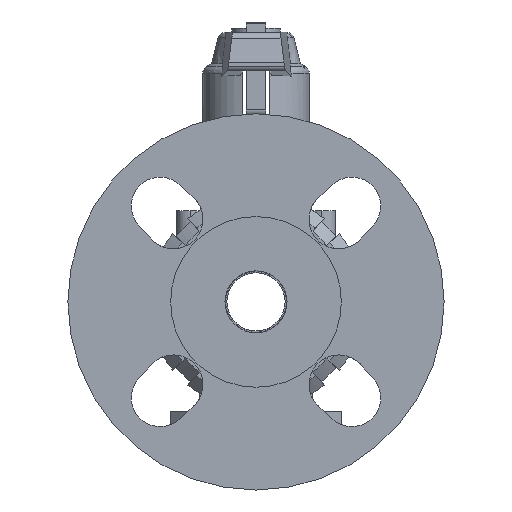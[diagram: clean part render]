
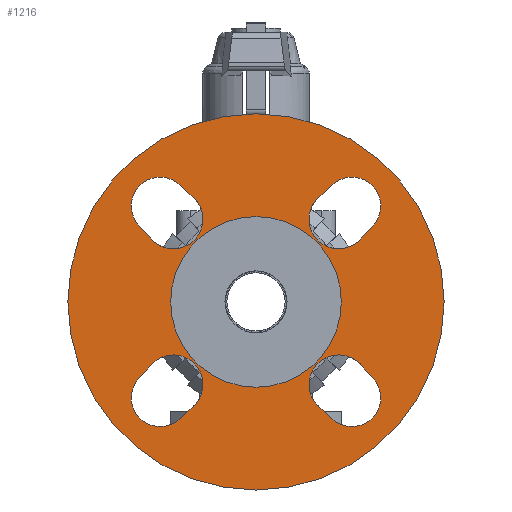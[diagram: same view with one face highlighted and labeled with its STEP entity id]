
A CAD part, left-side view. The second image highlights one B-rep face of the part: STEP entity #1216.
In plain terms, the highlighted planar face has unit normal (-1, 0, 0).
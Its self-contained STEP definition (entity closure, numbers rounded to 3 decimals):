
#1216=ADVANCED_FACE('',(#2679,#2680,#2681,#2682,#2683,#2684),#2685,.T.);
#2679=FACE_BOUND('',#4771,.T.);
#2680=FACE_BOUND('',#4772,.T.);
#2681=FACE_BOUND('',#4773,.T.);
#2682=FACE_BOUND('',#4774,.T.);
#2683=FACE_BOUND('',#4775,.T.);
#2684=FACE_OUTER_BOUND('',#4776,.T.);
#2685=PLANE('',#4777);
#4771=EDGE_LOOP('',(#8124,#8125,#8126,#8127,#8128));
#4772=EDGE_LOOP('',(#8129,#8130,#8131,#8132,#8133));
#4773=EDGE_LOOP('',(#8134,#8135,#8136,#8137,#8138));
#4774=EDGE_LOOP('',(#8139,#8140,#8141,#8142,#8143));
#4775=EDGE_LOOP('',(#8144,#8145));
#4776=EDGE_LOOP('',(#8146,#8147));
#4777=AXIS2_PLACEMENT_3D('',#8148,#8149,#8150);
#8124=ORIENTED_EDGE('',*,*,#12307,.T.);
#8125=ORIENTED_EDGE('',*,*,#12303,.T.);
#8126=ORIENTED_EDGE('',*,*,#12294,.T.);
#8127=ORIENTED_EDGE('',*,*,#12300,.T.);
#8128=ORIENTED_EDGE('',*,*,#12311,.T.);
#8129=ORIENTED_EDGE('',*,*,#12322,.T.);
#8130=ORIENTED_EDGE('',*,*,#12318,.T.);
#8131=ORIENTED_EDGE('',*,*,#12289,.T.);
#8132=ORIENTED_EDGE('',*,*,#12315,.T.);
#8133=ORIENTED_EDGE('',*,*,#12326,.T.);
#8134=ORIENTED_EDGE('',*,*,#12337,.T.);
#8135=ORIENTED_EDGE('',*,*,#12333,.T.);
#8136=ORIENTED_EDGE('',*,*,#12284,.T.);
#8137=ORIENTED_EDGE('',*,*,#12330,.T.);
#8138=ORIENTED_EDGE('',*,*,#12341,.T.);
#8139=ORIENTED_EDGE('',*,*,#12352,.T.);
#8140=ORIENTED_EDGE('',*,*,#12348,.T.);
#8141=ORIENTED_EDGE('',*,*,#12279,.T.);
#8142=ORIENTED_EDGE('',*,*,#12345,.T.);
#8143=ORIENTED_EDGE('',*,*,#12356,.T.);
#8144=ORIENTED_EDGE('',*,*,#12254,.F.);
#8145=ORIENTED_EDGE('',*,*,#12373,.F.);
#8146=ORIENTED_EDGE('',*,*,#12261,.T.);
#8147=ORIENTED_EDGE('',*,*,#12371,.T.);
#8148=CARTESIAN_POINT('',(-64.1,0.0,68.25));
#8149=DIRECTION('',(-1.0,0.0,0.0));
#8150=DIRECTION('',(0.0,0.0,1.0));
#12254=EDGE_CURVE('',#14788,#14791,#14792,.T.);
#12261=EDGE_CURVE('',#14798,#14802,#14804,.T.);
#12279=EDGE_CURVE('',#14836,#14833,#14837,.T.);
#12284=EDGE_CURVE('',#14845,#14842,#14846,.T.);
#12289=EDGE_CURVE('',#14854,#14851,#14855,.T.);
#12294=EDGE_CURVE('',#14863,#14860,#14864,.T.);
#12300=EDGE_CURVE('',#14860,#14871,#14873,.T.);
#12303=EDGE_CURVE('',#14877,#14863,#14878,.T.);
#12307=EDGE_CURVE('',#14883,#14877,#14884,.T.);
#12311=EDGE_CURVE('',#14871,#14883,#14888,.T.);
#12315=EDGE_CURVE('',#14851,#14892,#14894,.T.);
#12318=EDGE_CURVE('',#14898,#14854,#14899,.T.);
#12322=EDGE_CURVE('',#14904,#14898,#14905,.T.);
#12326=EDGE_CURVE('',#14892,#14904,#14909,.T.);
#12330=EDGE_CURVE('',#14842,#14913,#14915,.T.);
#12333=EDGE_CURVE('',#14919,#14845,#14920,.T.);
#12337=EDGE_CURVE('',#14925,#14919,#14926,.T.);
#12341=EDGE_CURVE('',#14913,#14925,#14930,.T.);
#12345=EDGE_CURVE('',#14833,#14934,#14936,.T.);
#12348=EDGE_CURVE('',#14940,#14836,#14941,.T.);
#12352=EDGE_CURVE('',#14946,#14940,#14947,.T.);
#12356=EDGE_CURVE('',#14934,#14946,#14951,.T.);
#12371=EDGE_CURVE('',#14802,#14798,#14966,.T.);
#12373=EDGE_CURVE('',#14791,#14788,#14968,.T.);
#14788=VERTEX_POINT('',#19407);
#14791=VERTEX_POINT('',#19411);
#14792=CIRCLE('',#19412,22.0);
#14798=VERTEX_POINT('',#19419);
#14802=VERTEX_POINT('',#19424);
#14804=CIRCLE('',#19427,48.5);
#14833=VERTEX_POINT('',#19462);
#14836=VERTEX_POINT('',#19466);
#14837=CIRCLE('',#19467,7.663);
#14842=VERTEX_POINT('',#19473);
#14845=VERTEX_POINT('',#19477);
#14846=CIRCLE('',#19478,7.663);
#14851=VERTEX_POINT('',#19484);
#14854=VERTEX_POINT('',#19488);
#14855=CIRCLE('',#19489,7.663);
#14860=VERTEX_POINT('',#19495);
#14863=VERTEX_POINT('',#19499);
#14864=CIRCLE('',#19500,7.663);
#14871=VERTEX_POINT('',#19508);
#14873=CIRCLE('',#19511,7.663);
#14877=VERTEX_POINT('',#19516);
#14878=LINE('',#19517,#19518);
#14883=VERTEX_POINT('',#19524);
#14884=CIRCLE('',#19525,7.413);
#14888=LINE('',#19531,#19532);
#14892=VERTEX_POINT('',#19536);
#14894=CIRCLE('',#19539,7.663);
#14898=VERTEX_POINT('',#19544);
#14899=LINE('',#19545,#19546);
#14904=VERTEX_POINT('',#19552);
#14905=CIRCLE('',#19553,7.413);
#14909=LINE('',#19559,#19560);
#14913=VERTEX_POINT('',#19564);
#14915=CIRCLE('',#19567,7.663);
#14919=VERTEX_POINT('',#19572);
#14920=LINE('',#19573,#19574);
#14925=VERTEX_POINT('',#19580);
#14926=CIRCLE('',#19581,7.413);
#14930=LINE('',#19587,#19588);
#14934=VERTEX_POINT('',#19592);
#14936=CIRCLE('',#19595,7.663);
#14940=VERTEX_POINT('',#19600);
#14941=LINE('',#19601,#19602);
#14946=VERTEX_POINT('',#19608);
#14947=CIRCLE('',#19609,7.413);
#14951=LINE('',#19615,#19616);
#14966=CIRCLE('',#19631,48.5);
#14968=CIRCLE('',#19633,22.0);
#19407=CARTESIAN_POINT('',(-64.1,0.0,55.0));
#19411=CARTESIAN_POINT('',(-64.1,0.,11.0));
#19412=AXIS2_PLACEMENT_3D('',#24920,#24921,#24922);
#19419=CARTESIAN_POINT('',(-64.1,0.0,81.5));
#19424=CARTESIAN_POINT('',(-64.1,0.,-15.5));
#19427=AXIS2_PLACEMENT_3D('',#24932,#24933,#24934);
#19462=CARTESIAN_POINT('',(-64.1,26.461,48.639));
#19466=CARTESIAN_POINT('',(-64.1,16.199,60.021));
#19467=AXIS2_PLACEMENT_3D('',#24960,#24961,#24962);
#19473=CARTESIAN_POINT('',(-64.1,-15.639,59.461));
#19477=CARTESIAN_POINT('',(-64.1,-27.021,49.199));
#19478=AXIS2_PLACEMENT_3D('',#24968,#24969,#24970);
#19484=CARTESIAN_POINT('',(-64.1,-26.461,17.361));
#19488=CARTESIAN_POINT('',(-64.1,-16.199,5.979));
#19489=AXIS2_PLACEMENT_3D('',#24976,#24977,#24978);
#19495=CARTESIAN_POINT('',(-64.1,15.639,6.539));
#19499=CARTESIAN_POINT('',(-64.1,27.021,16.801));
#19500=AXIS2_PLACEMENT_3D('',#24984,#24985,#24986);
#19508=CARTESIAN_POINT('',(-64.1,16.199,5.979));
#19511=AXIS2_PLACEMENT_3D('',#24995,#24996,#24997);
#19516=CARTESIAN_POINT('',(-64.1,30.254,13.215));
#19517=CARTESIAN_POINT('',(-64.1,8.978,36.814));
#19518=VECTOR('',#24999,1.0);
#19524=CARTESIAN_POINT('',(-64.1,19.785,2.746));
#19525=AXIS2_PLACEMENT_3D('',#25004,#25005,#25006);
#19531=CARTESIAN_POINT('',(-64.1,-2.857,23.159));
#19532=VECTOR('',#25009,1.0);
#19536=CARTESIAN_POINT('',(-64.1,-27.021,16.801));
#19539=AXIS2_PLACEMENT_3D('',#25014,#25015,#25016);
#19544=CARTESIAN_POINT('',(-64.1,-19.785,2.746));
#19545=CARTESIAN_POINT('',(-64.1,2.857,23.159));
#19546=VECTOR('',#25018,1.0);
#19552=CARTESIAN_POINT('',(-64.1,-30.254,13.215));
#19553=AXIS2_PLACEMENT_3D('',#25023,#25024,#25025);
#19559=CARTESIAN_POINT('',(-64.1,-8.978,36.814));
#19560=VECTOR('',#25028,1.0);
#19564=CARTESIAN_POINT('',(-64.1,-16.199,60.021));
#19567=AXIS2_PLACEMENT_3D('',#25033,#25034,#25035);
#19572=CARTESIAN_POINT('',(-64.1,-30.254,52.785));
#19573=CARTESIAN_POINT('',(-64.1,-26.509,48.631));
#19574=VECTOR('',#25037,1.0);
#19580=CARTESIAN_POINT('',(-64.1,-19.785,63.254));
#19581=AXIS2_PLACEMENT_3D('',#25042,#25043,#25044);
#19587=CARTESIAN_POINT('',(-64.1,-14.674,58.646));
#19588=VECTOR('',#25047,1.0);
#19592=CARTESIAN_POINT('',(-64.1,27.021,49.199));
#19595=AXIS2_PLACEMENT_3D('',#25052,#25053,#25054);
#19600=CARTESIAN_POINT('',(-64.1,19.785,63.254));
#19601=CARTESIAN_POINT('',(-64.1,14.674,58.646));
#19602=VECTOR('',#25056,1.0);
#19608=CARTESIAN_POINT('',(-64.1,30.254,52.785));
#19609=AXIS2_PLACEMENT_3D('',#25061,#25062,#25063);
#19615=CARTESIAN_POINT('',(-64.1,26.509,48.631));
#19616=VECTOR('',#25066,1.0);
#19631=AXIS2_PLACEMENT_3D('',#25088,#25089,#25090);
#19633=AXIS2_PLACEMENT_3D('',#25091,#25092,#25093);
#24920=CARTESIAN_POINT('',(-64.1,0.0,33.0));
#24921=DIRECTION('',(-1.0,0.0,0.0));
#24922=DIRECTION('',(0.0,0.0,1.0));
#24932=CARTESIAN_POINT('',(-64.1,0.0,33.0));
#24933=DIRECTION('',(-1.0,0.0,0.0));
#24934=DIRECTION('',(0.0,0.0,1.0));
#24960=CARTESIAN_POINT('',(-64.1,21.33,54.33));
#24961=DIRECTION('',(1.0,0.0,-0.0));
#24962=DIRECTION('',(0.0,-0.67,0.743));
#24968=CARTESIAN_POINT('',(-64.1,-21.33,54.33));
#24969=DIRECTION('',(1.0,0.0,0.0));
#24970=DIRECTION('',(0.0,-0.743,-0.67));
#24976=CARTESIAN_POINT('',(-64.1,-21.33,11.67));
#24977=DIRECTION('',(1.0,-0.0,0.0));
#24978=DIRECTION('',(0.0,0.67,-0.743));
#24984=CARTESIAN_POINT('',(-64.1,21.33,11.67));
#24985=DIRECTION('',(1.0,0.0,-0.0));
#24986=DIRECTION('',(0.0,0.743,0.67));
#24995=CARTESIAN_POINT('',(-64.1,21.33,11.67));
#24996=DIRECTION('',(1.0,0.0,-0.0));
#24997=DIRECTION('',(0.0,0.743,0.67));
#24999=DIRECTION('',(0.0,-0.67,0.743));
#25004=CARTESIAN_POINT('',(-64.1,24.749,8.251));
#25005=DIRECTION('',(1.0,0.0,0.0));
#25006=DIRECTION('',(0.0,-0.67,-0.743));
#25009=DIRECTION('',(0.0,0.743,-0.67));
#25014=CARTESIAN_POINT('',(-64.1,-21.33,11.67));
#25015=DIRECTION('',(1.0,-0.0,0.0));
#25016=DIRECTION('',(0.0,0.67,-0.743));
#25018=DIRECTION('',(0.0,0.743,0.67));
#25023=CARTESIAN_POINT('',(-64.1,-24.749,8.251));
#25024=DIRECTION('',(1.0,0.0,-0.0));
#25025=DIRECTION('',(0.0,-0.743,0.67));
#25028=DIRECTION('',(-0.0,-0.67,-0.743));
#25033=CARTESIAN_POINT('',(-64.1,-21.33,54.33));
#25034=DIRECTION('',(1.0,0.0,0.0));
#25035=DIRECTION('',(0.0,-0.743,-0.67));
#25037=DIRECTION('',(0.0,0.67,-0.743));
#25042=CARTESIAN_POINT('',(-64.1,-24.749,57.749));
#25043=DIRECTION('',(1.0,0.0,-0.0));
#25044=DIRECTION('',(0.0,0.67,0.743));
#25047=DIRECTION('',(0.0,-0.743,0.67));
#25052=CARTESIAN_POINT('',(-64.1,21.33,54.33));
#25053=DIRECTION('',(1.0,0.0,-0.0));
#25054=DIRECTION('',(0.0,-0.67,0.743));
#25056=DIRECTION('',(-0.0,-0.743,-0.67));
#25061=CARTESIAN_POINT('',(-64.1,24.749,57.749));
#25062=DIRECTION('',(1.0,-0.0,0.0));
#25063=DIRECTION('',(0.0,0.743,-0.67));
#25066=DIRECTION('',(0.0,0.67,0.743));
#25088=CARTESIAN_POINT('',(-64.1,0.0,33.0));
#25089=DIRECTION('',(-1.0,0.0,0.0));
#25090=DIRECTION('',(0.0,0.0,1.0));
#25091=CARTESIAN_POINT('',(-64.1,0.0,33.0));
#25092=DIRECTION('',(-1.0,0.0,0.0));
#25093=DIRECTION('',(0.0,0.0,1.0));
